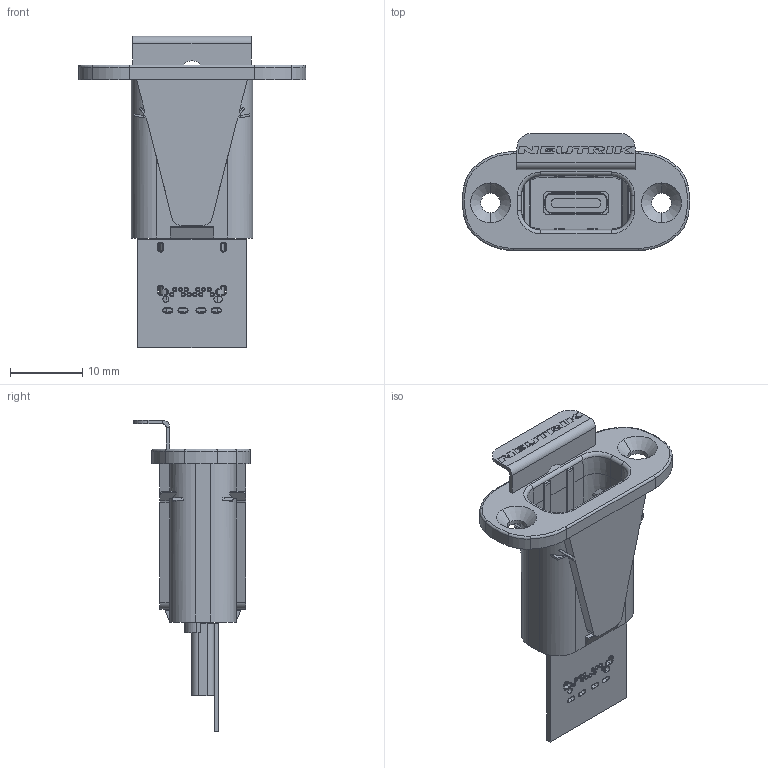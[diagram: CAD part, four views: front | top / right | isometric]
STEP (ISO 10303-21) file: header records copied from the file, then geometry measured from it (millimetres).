
FILE_DESCRIPTION((''),'2;1');
FILE_NAME('30012430','2025-04-04T09:54:25',('SYSTEM'),(''),'CREO PARAMETRIC BY PTC INC, 2023424','CREO PARAMETRIC BY PTC INC, 2023424','');
FILE_SCHEMA(('CONFIG_CONTROL_DESIGN'));
Length unit declared in the file: millimetre
Products named in the file (1): 30012430
Bounding box: 31.34 x 16.15 x 43 mm (x, y, z)
Volume: 2515.6 mm3; surface area: 4244 mm2
Topology: 2 solids, 2 shells, 687 faces, 1835 edges, 1190 vertices
Faces by surface type: plane 377, cylinder 244, bspline 32, torus 14, cone 12, extrusion 8
Entity records: 22709 total; most frequent: CARTESIAN_POINT 5633, ORIENTED_EDGE 3670, DIRECTION 3367, EDGE_CURVE 1835, VERTEX_POINT 1190, VECTOR 1127, AXIS2_PLACEMENT_3D 1120, LINE 1119
